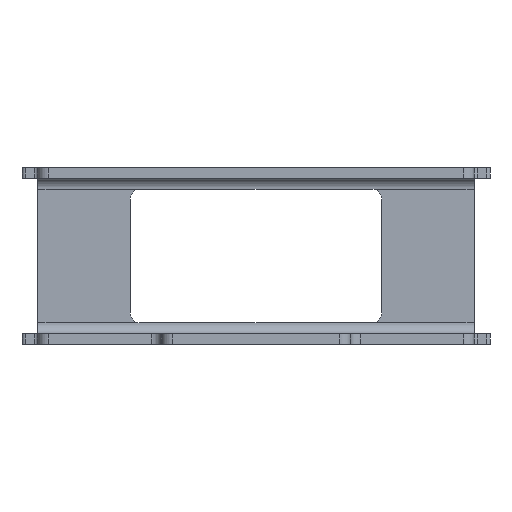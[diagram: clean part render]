
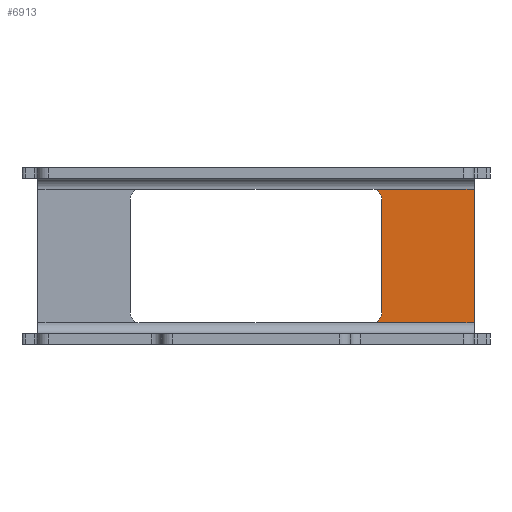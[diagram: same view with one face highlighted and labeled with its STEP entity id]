
A CAD part, front view. The second image highlights one B-rep face of the part: STEP entity #6913.
In plain terms, the highlighted planar face has unit normal (0, -1, 0).
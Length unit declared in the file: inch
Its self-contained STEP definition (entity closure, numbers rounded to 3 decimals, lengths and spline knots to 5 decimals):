
#161=DIRECTION('',(0.,0.,-1.));
#162=VECTOR('',#161,1.06299);
#163=CARTESIAN_POINT('',(1.1811,-0.10236,1.4815));
#164=LINE('',#163,#162);
#165=CARTESIAN_POINT('',(1.08268,-0.10236,1.4815));
#166=DIRECTION('',(0.,1.,0.));
#167=DIRECTION('',(0.28,0.,0.96));
#168=AXIS2_PLACEMENT_3D('',#165,#166,#167);
#170=DIRECTION('',(-1.,0.,0.));
#171=VECTOR('',#170,0.93701);
#172=CARTESIAN_POINT('',(2.04724,-0.10236,1.57598));
#173=LINE('',#172,#171);
#174=DIRECTION('',(0.,0.,-1.));
#175=VECTOR('',#174,1.25197);
#176=CARTESIAN_POINT('',(2.04724,-0.10236,1.57598));
#177=LINE('',#176,#175);
#178=DIRECTION('',(-1.,0.,0.));
#179=VECTOR('',#178,0.93701);
#180=CARTESIAN_POINT('',(2.04724,-0.10236,
0.32402));
#181=LINE('',#180,#179);
#182=CARTESIAN_POINT('',(1.08268,-0.10236,
0.4185));
#183=DIRECTION('',(0.,1.,0.));
#184=DIRECTION('',(1.,0.,0.));
#185=AXIS2_PLACEMENT_3D('',#182,#183,#184);
#4983=CARTESIAN_POINT('',(2.04724,-0.10236,
1.57598));
#4984=VERTEX_POINT('',#4983);
#4997=CARTESIAN_POINT('',(2.04724,-0.10236,
0.32402));
#4998=VERTEX_POINT('',#4997);
#5033=CARTESIAN_POINT('',(1.1811,-0.10236,
1.4815));
#5034=CARTESIAN_POINT('',(1.1811,-0.10236,
0.4185));
#5035=VERTEX_POINT('',#5033);
#5036=VERTEX_POINT('',#5034);
#5049=CARTESIAN_POINT('',(1.11024,-0.10236,
1.57598));
#5050=VERTEX_POINT('',#5049);
#5053=CARTESIAN_POINT('',(1.11024,-0.10236,
0.32402));
#5054=VERTEX_POINT('',#5053);
#6897=CARTESIAN_POINT('',(0.,-0.10236,0.));
#6898=DIRECTION('',(0.,1.,0.));
#6899=DIRECTION('',(0.,0.,-1.));
#6900=AXIS2_PLACEMENT_3D('',#6897,#6898,#6899);
#6901=PLANE('',#6900);
#6902=ORIENTED_EDGE('',*,*,#6577,.F.);
#6903=ORIENTED_EDGE('',*,*,#6592,.F.);
#6905=ORIENTED_EDGE('',*,*,#6904,.F.);
#6907=ORIENTED_EDGE('',*,*,#6906,.T.);
#6909=ORIENTED_EDGE('',*,*,#6908,.T.);
#6910=ORIENTED_EDGE('',*,*,#6891,.F.);
#6911=EDGE_LOOP('',(#6902,#6903,#6905,#6907,#6909,#6910));
#6912=FACE_OUTER_BOUND('',#6911,.F.);
#6913=ADVANCED_FACE('',(#6912),#6901,.F.);
#169=CIRCLE('',#168,0.09843);
#186=CIRCLE('',#185,0.09843);
#6577=EDGE_CURVE('',#5035,#5036,#164,.T.);
#6592=EDGE_CURVE('',#5050,#5035,#169,.T.);
#6891=EDGE_CURVE('',#5036,#5054,#186,.T.);
#6904=EDGE_CURVE('',#4984,#5050,#173,.T.);
#6906=EDGE_CURVE('',#4984,#4998,#177,.T.);
#6908=EDGE_CURVE('',#4998,#5054,#181,.T.);
